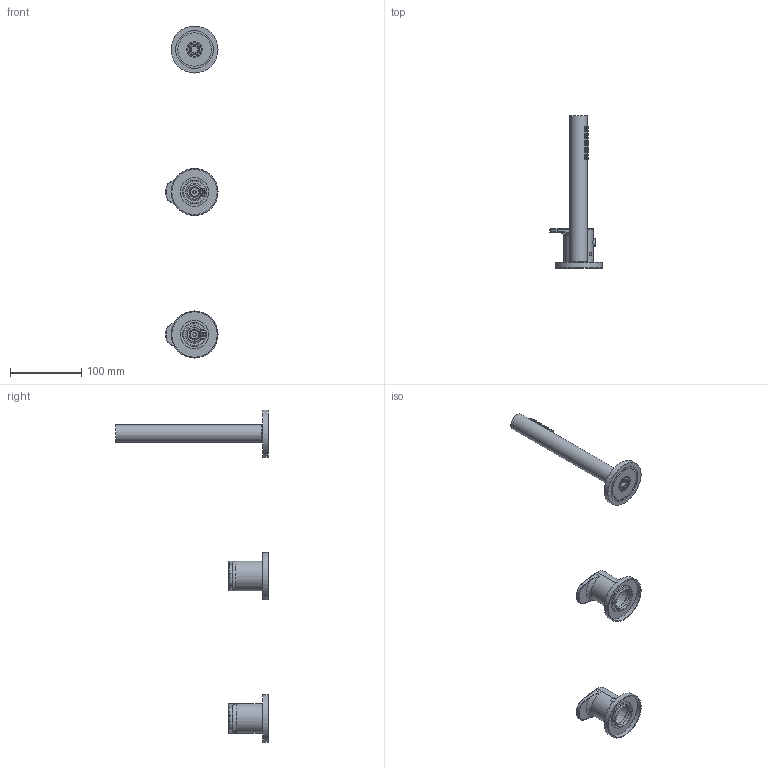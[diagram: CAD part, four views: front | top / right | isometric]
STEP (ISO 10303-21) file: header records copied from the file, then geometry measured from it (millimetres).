
FILE_DESCRIPTION (( 'STEP AP203' ), '1' );
FILE_NAME ('36CP11513.STEP', '2025-04-14T05:25:20', ( '' ), ( '' ), 'SwSTEP 2.0', 'SolidWorks 2021', '' );
FILE_SCHEMA (( 'CONFIG_CONTROL_DESIGN' ));
Length unit declared in the file: millimetre
Products named in the file (1): 36CP11513
Bounding box: 73.1 x 213.57 x 466 mm (x, y, z)
Volume: 170267.6 mm3; surface area: 92299.9 mm2
Topology: 11 solids, 11 shells, 546 faces, 1295 edges, 876 vertices
Faces by surface type: plane 225, cylinder 143, cone 130, torus 38, sphere 6, bspline 4
Full cylindrical faces by diameter (mm): 3.1 x4, 3.3 x2, 4.15 x2, 4.65 x2, 9.8 x1, 10.2 x2, 15 x1, 18 x1, 19.2 x1, 20.8 x1, 24 x1, 25.6 x2, 28.6 x2, 31 x2, 31.2 x2, 31.6 x2, 33.6 x2, 38 x2, 40 x2, 47 x1, 53 x1, 63.6 x2, 66 x3
Entity records: 20227 total; most frequent: CARTESIAN_POINT 8719, DIRECTION 2346, ORIENTED_EDGE 2084, EDGE_CURVE 1042, AXIS2_PLACEMENT_3D 971, EDGE_LOOP 830, VERTEX_POINT 770, FACE_OUTER_BOUND 595
